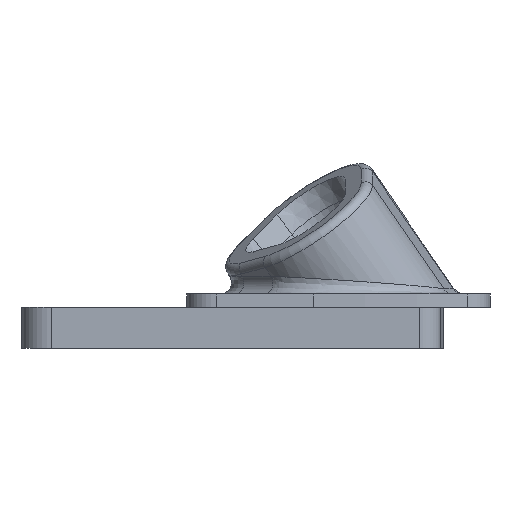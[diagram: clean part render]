
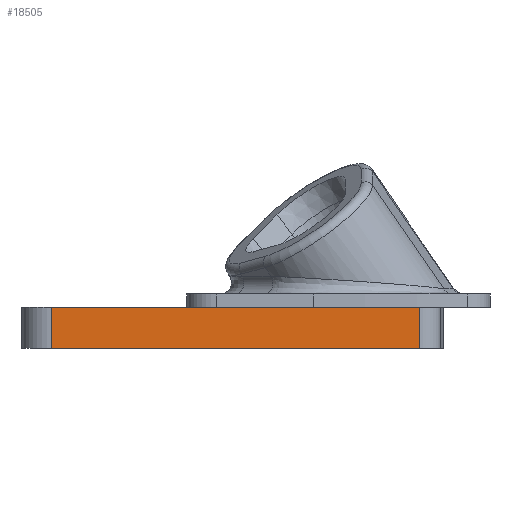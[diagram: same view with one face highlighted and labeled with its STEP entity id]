
A CAD part, left-side view. The second image highlights one B-rep face of the part: STEP entity #18505.
In plain terms, the highlighted planar face has unit normal (-1, 0, 0).
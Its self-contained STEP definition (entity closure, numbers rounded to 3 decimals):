
#8028 = PLANE('',#8029);
#8029 = AXIS2_PLACEMENT_3D('',#8030,#8031,#8032);
#8030 = CARTESIAN_POINT('',(0.,0.,-1.6));
#8031 = DIRECTION('',(0.,0.,1.));
#8032 = DIRECTION('',(1.,0.,0.));
#8491 = VERTEX_POINT('',#8492);
#8492 = CARTESIAN_POINT('',(-72.8,18.4,-1.6));
#8506 = PLANE('',#8507);
#8507 = AXIS2_PLACEMENT_3D('',#8508,#8509,#8510);
#8508 = CARTESIAN_POINT('',(0.,12.8,-1.6));
#8509 = DIRECTION('',(0.,0.,-1.));
#8510 = DIRECTION('',(-1.,0.,0.));
#14544 = EDGE_CURVE('',#8491,#14545,#14547,.T.);
#14545 = VERTEX_POINT('',#14546);
#14546 = CARTESIAN_POINT('',(-72.8,-9.8,-1.6));
#14547 = SURFACE_CURVE('',#14548,(#14552,#14559),.PCURVE_S1.);
#14548 = LINE('',#14549,#14550);
#14549 = CARTESIAN_POINT('',(-72.8,-4.9,-1.6));
#14550 = VECTOR('',#14551,1.);
#14551 = DIRECTION('',(0.,-1.,0.));
#14552 = PCURVE('',#8028,#14553);
#14553 = DEFINITIONAL_REPRESENTATION('',(#14554),#14558);
#14554 = LINE('',#14555,#14556);
#14555 = CARTESIAN_POINT('',(-72.8,-4.9));
#14556 = VECTOR('',#14557,1.);
#14557 = DIRECTION('',(0.,-1.));
#14558 = ( GEOMETRIC_REPRESENTATION_CONTEXT(2) 
PARAMETRIC_REPRESENTATION_CONTEXT() REPRESENTATION_CONTEXT('2D SPACE',''
  ) );
#14559 = PCURVE('',#14560,#14565);
#14560 = PLANE('',#14561);
#14561 = AXIS2_PLACEMENT_3D('',#14562,#14563,#14564);
#14562 = CARTESIAN_POINT('',(-72.8,-9.8,-1.6));
#14563 = DIRECTION('',(-1.,0.,0.));
#14564 = DIRECTION('',(0.,1.,0.));
#14565 = DEFINITIONAL_REPRESENTATION('',(#14566),#14570);
#14566 = LINE('',#14567,#14568);
#14567 = CARTESIAN_POINT('',(4.9,0.));
#14568 = VECTOR('',#14569,1.);
#14569 = DIRECTION('',(-1.,0.));
#14570 = ( GEOMETRIC_REPRESENTATION_CONTEXT(2) 
PARAMETRIC_REPRESENTATION_CONTEXT() REPRESENTATION_CONTEXT('2D SPACE',''
  ) );
#14589 = CYLINDRICAL_SURFACE('',#14590,2.6);
#14590 = AXIS2_PLACEMENT_3D('',#14591,#14592,#14593);
#14591 = CARTESIAN_POINT('',(-70.2,-9.8,-1.6));
#14592 = DIRECTION('',(0.,0.,-1.));
#14593 = DIRECTION('',(0.,-1.,0.));
#15115 = VERTEX_POINT('',#15116);
#15116 = CARTESIAN_POINT('',(-72.8,34.8,-1.6));
#15131 = CYLINDRICAL_SURFACE('',#15132,3.6);
#15132 = AXIS2_PLACEMENT_3D('',#15133,#15134,#15135);
#15133 = CARTESIAN_POINT('',(-69.2,34.8,-1.6));
#15134 = DIRECTION('',(0.,0.,-1.));
#15135 = DIRECTION('',(-1.,0.,0.));
#15143 = EDGE_CURVE('',#8491,#15115,#15144,.T.);
#15144 = SURFACE_CURVE('',#15145,(#15149,#15156),.PCURVE_S1.);
#15145 = LINE('',#15146,#15147);
#15146 = CARTESIAN_POINT('',(-72.8,-9.8,-1.6));
#15147 = VECTOR('',#15148,1.);
#15148 = DIRECTION('',(0.,1.,0.));
#15149 = PCURVE('',#8506,#15150);
#15150 = DEFINITIONAL_REPRESENTATION('',(#15151),#15155);
#15151 = LINE('',#15152,#15153);
#15152 = CARTESIAN_POINT('',(72.8,-22.6));
#15153 = VECTOR('',#15154,1.);
#15154 = DIRECTION('',(0.,1.));
#15155 = ( GEOMETRIC_REPRESENTATION_CONTEXT(2) 
PARAMETRIC_REPRESENTATION_CONTEXT() REPRESENTATION_CONTEXT('2D SPACE',''
  ) );
#15156 = PCURVE('',#14560,#15157);
#15157 = DEFINITIONAL_REPRESENTATION('',(#15158),#15162);
#15158 = LINE('',#15159,#15160);
#15159 = CARTESIAN_POINT('',(0.,0.));
#15160 = VECTOR('',#15161,1.);
#15161 = DIRECTION('',(1.,0.));
#15162 = ( GEOMETRIC_REPRESENTATION_CONTEXT(2) 
PARAMETRIC_REPRESENTATION_CONTEXT() REPRESENTATION_CONTEXT('2D SPACE',''
  ) );
#18505 = ADVANCED_FACE('',(#18506),#14560,.T.);
#18506 = FACE_BOUND('',#18507,.T.);
#18507 = EDGE_LOOP('',(#18508,#18509,#18510,#18533,#18561));
#18508 = ORIENTED_EDGE('',*,*,#14544,.F.);
#18509 = ORIENTED_EDGE('',*,*,#15143,.T.);
#18510 = ORIENTED_EDGE('',*,*,#18511,.T.);
#18511 = EDGE_CURVE('',#15115,#18512,#18514,.T.);
#18512 = VERTEX_POINT('',#18513);
#18513 = CARTESIAN_POINT('',(-72.8,34.8,-6.6));
#18514 = SURFACE_CURVE('',#18515,(#18519,#18526),.PCURVE_S1.);
#18515 = LINE('',#18516,#18517);
#18516 = CARTESIAN_POINT('',(-72.8,34.8,-1.6));
#18517 = VECTOR('',#18518,1.);
#18518 = DIRECTION('',(0.,0.,-1.));
#18519 = PCURVE('',#14560,#18520);
#18520 = DEFINITIONAL_REPRESENTATION('',(#18521),#18525);
#18521 = LINE('',#18522,#18523);
#18522 = CARTESIAN_POINT('',(44.6,0.));
#18523 = VECTOR('',#18524,1.);
#18524 = DIRECTION('',(0.,1.));
#18525 = ( GEOMETRIC_REPRESENTATION_CONTEXT(2) 
PARAMETRIC_REPRESENTATION_CONTEXT() REPRESENTATION_CONTEXT('2D SPACE',''
  ) );
#18526 = PCURVE('',#15131,#18527);
#18527 = DEFINITIONAL_REPRESENTATION('',(#18528),#18532);
#18528 = LINE('',#18529,#18530);
#18529 = CARTESIAN_POINT('',(0.,0.));
#18530 = VECTOR('',#18531,1.);
#18531 = DIRECTION('',(0.,1.));
#18532 = ( GEOMETRIC_REPRESENTATION_CONTEXT(2) 
PARAMETRIC_REPRESENTATION_CONTEXT() REPRESENTATION_CONTEXT('2D SPACE',''
  ) );
#18533 = ORIENTED_EDGE('',*,*,#18534,.F.);
#18534 = EDGE_CURVE('',#18535,#18512,#18537,.T.);
#18535 = VERTEX_POINT('',#18536);
#18536 = CARTESIAN_POINT('',(-72.8,-9.8,-6.6));
#18537 = SURFACE_CURVE('',#18538,(#18542,#18549),.PCURVE_S1.);
#18538 = LINE('',#18539,#18540);
#18539 = CARTESIAN_POINT('',(-72.8,-9.8,-6.6));
#18540 = VECTOR('',#18541,1.);
#18541 = DIRECTION('',(0.,1.,0.));
#18542 = PCURVE('',#14560,#18543);
#18543 = DEFINITIONAL_REPRESENTATION('',(#18544),#18548);
#18544 = LINE('',#18545,#18546);
#18545 = CARTESIAN_POINT('',(0.,5.));
#18546 = VECTOR('',#18547,1.);
#18547 = DIRECTION('',(1.,0.));
#18548 = ( GEOMETRIC_REPRESENTATION_CONTEXT(2) 
PARAMETRIC_REPRESENTATION_CONTEXT() REPRESENTATION_CONTEXT('2D SPACE',''
  ) );
#18549 = PCURVE('',#18550,#18555);
#18550 = PLANE('',#18551);
#18551 = AXIS2_PLACEMENT_3D('',#18552,#18553,#18554);
#18552 = CARTESIAN_POINT('',(0.,12.8,-6.6));
#18553 = DIRECTION('',(0.,0.,-1.));
#18554 = DIRECTION('',(-1.,0.,0.));
#18555 = DEFINITIONAL_REPRESENTATION('',(#18556),#18560);
#18556 = LINE('',#18557,#18558);
#18557 = CARTESIAN_POINT('',(72.8,-22.6));
#18558 = VECTOR('',#18559,1.);
#18559 = DIRECTION('',(0.,1.));
#18560 = ( GEOMETRIC_REPRESENTATION_CONTEXT(2) 
PARAMETRIC_REPRESENTATION_CONTEXT() REPRESENTATION_CONTEXT('2D SPACE',''
  ) );
#18561 = ORIENTED_EDGE('',*,*,#18562,.F.);
#18562 = EDGE_CURVE('',#14545,#18535,#18563,.T.);
#18563 = SURFACE_CURVE('',#18564,(#18568,#18575),.PCURVE_S1.);
#18564 = LINE('',#18565,#18566);
#18565 = CARTESIAN_POINT('',(-72.8,-9.8,-1.6));
#18566 = VECTOR('',#18567,1.);
#18567 = DIRECTION('',(0.,0.,-1.));
#18568 = PCURVE('',#14560,#18569);
#18569 = DEFINITIONAL_REPRESENTATION('',(#18570),#18574);
#18570 = LINE('',#18571,#18572);
#18571 = CARTESIAN_POINT('',(0.,0.));
#18572 = VECTOR('',#18573,1.);
#18573 = DIRECTION('',(0.,1.));
#18574 = ( GEOMETRIC_REPRESENTATION_CONTEXT(2) 
PARAMETRIC_REPRESENTATION_CONTEXT() REPRESENTATION_CONTEXT('2D SPACE',''
  ) );
#18575 = PCURVE('',#14589,#18576);
#18576 = DEFINITIONAL_REPRESENTATION('',(#18577),#18581);
#18577 = LINE('',#18578,#18579);
#18578 = CARTESIAN_POINT('',(1.571,0.));
#18579 = VECTOR('',#18580,1.);
#18580 = DIRECTION('',(0.,1.));
#18581 = ( GEOMETRIC_REPRESENTATION_CONTEXT(2) 
PARAMETRIC_REPRESENTATION_CONTEXT() REPRESENTATION_CONTEXT('2D SPACE',''
  ) );
